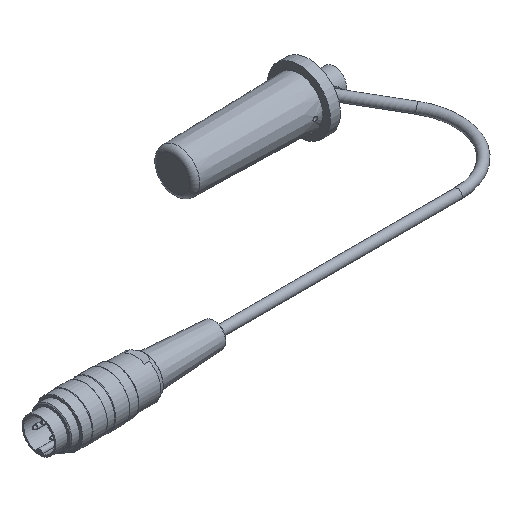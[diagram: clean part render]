
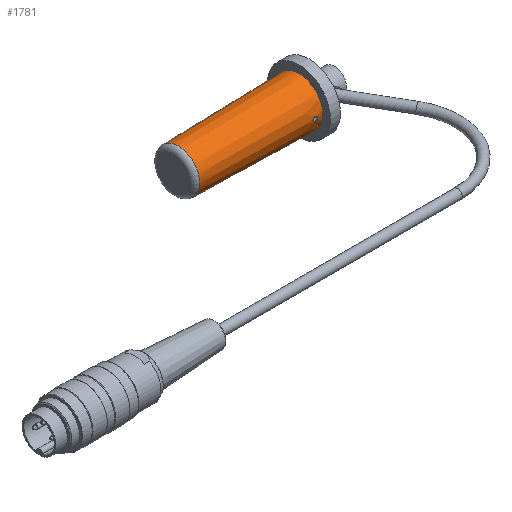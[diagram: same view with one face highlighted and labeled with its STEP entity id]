
A CAD part, isometric view. The second image highlights one B-rep face of the part: STEP entity #1781.
In plain terms, the highlighted conical face has half-angle 1.146 degrees and reference radius 9 mm.
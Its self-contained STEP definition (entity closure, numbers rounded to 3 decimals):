
#216=CONICAL_SURFACE('',#1929,9.,0.02);
#295=CIRCLE('',#1927,8.539);
#296=CIRCLE('',#1930,9.5);
#409=FACE_BOUND('',#603,.T.);
#410=FACE_BOUND('',#604,.T.);
#411=FACE_BOUND('',#605,.T.);
#476=FACE_OUTER_BOUND('',#602,.T.);
#602=EDGE_LOOP('',(#1185));
#603=EDGE_LOOP('',(#1186));
#604=EDGE_LOOP('',(#1187));
#605=EDGE_LOOP('',(#1188));
#785=B_SPLINE_CURVE_WITH_KNOTS('',3,(#2733,#2734,#2735,#2736,#2737,#2738,
#2739,#2740,#2741,#2742,#2743,#2744,#2745,#2746,#2747,#2748,#2749,#2750,
#2751,#2752,#2753,#2754,#2755,#2756,#2757,#2758,#2759,#2760,#2761,#2762,
#2763,#2764,#2765,#2766),.UNSPECIFIED.,.T.,.F.,(4,2,2,2,2,2,2,2,2,2,2,2,
2,2,2,2,4),(0.,0.032,0.064,0.096,
0.128,0.16,0.192,0.224,
0.256,0.288,0.32,0.352,
0.384,0.416,0.448,0.481,
0.513),.UNSPECIFIED.);
#786=B_SPLINE_CURVE_WITH_KNOTS('',3,(#2769,#2770,#2771,#2772,#2773,#2774,
#2775,#2776,#2777,#2778,#2779,#2780,#2781,#2782,#2783,#2784,#2785,#2786,
#2787,#2788,#2789,#2790,#2791,#2792,#2793,#2794,#2795,#2796,#2797,#2798,
#2799,#2800,#2801,#2802),.UNSPECIFIED.,.T.,.F.,(4,2,2,2,2,2,2,2,2,2,2,2,
2,2,2,2,4),(0.,0.032,0.064,0.096,
0.128,0.16,0.193,0.225,
0.257,0.289,0.321,0.353,0.385,
0.417,0.449,0.481,0.513),
 .UNSPECIFIED.);
#796=VERTEX_POINT('',#2732);
#797=VERTEX_POINT('',#2768);
#800=VERTEX_POINT('',#2841);
#801=VERTEX_POINT('',#2845);
#960=EDGE_CURVE('',#796,#796,#785,.T.);
#961=EDGE_CURVE('',#797,#797,#786,.T.);
#964=EDGE_CURVE('',#800,#800,#295,.T.);
#965=EDGE_CURVE('',#801,#801,#296,.T.);
#1185=ORIENTED_EDGE('',*,*,#965,.F.);
#1186=ORIENTED_EDGE('',*,*,#961,.T.);
#1187=ORIENTED_EDGE('',*,*,#960,.T.);
#1188=ORIENTED_EDGE('',*,*,#964,.F.);
#1781=ADVANCED_FACE('',(#476,#409,#410,#411),#216,.T.);
#1927=AXIS2_PLACEMENT_3D('',#2842,#2159,#2160);
#1929=AXIS2_PLACEMENT_3D('',#2844,#2163,#2164);
#1930=AXIS2_PLACEMENT_3D('',#2846,#2165,#2166);
#2159=DIRECTION('center_axis',(-1.,0.,0.));
#2160=DIRECTION('ref_axis',(0.,-1.,0.));
#2163=DIRECTION('center_axis',(1.,0.,0.));
#2164=DIRECTION('ref_axis',(0.,1.,0.));
#2165=DIRECTION('center_axis',(1.,0.,0.));
#2166=DIRECTION('ref_axis',(0.,0.,-1.));
#2732=CARTESIAN_POINT('',(-7.002,-9.402,-0.85));
#2733=CARTESIAN_POINT('Ctrl Pts',(-7.002,-9.402,-0.85));
#2734=CARTESIAN_POINT('Ctrl Pts',(-7.108,-9.4,-0.85));
#2735=CARTESIAN_POINT('Ctrl Pts',(-7.222,-9.399,-0.828));
#2736=CARTESIAN_POINT('Ctrl Pts',(-7.431,-9.402,-0.741));
#2737=CARTESIAN_POINT('Ctrl Pts',(-7.526,-9.406,-0.676));
#2738=CARTESIAN_POINT('Ctrl Pts',(-7.677,-9.412,-0.525));
#2739=CARTESIAN_POINT('Ctrl Pts',(-7.742,-9.416,-0.43));
#2740=CARTESIAN_POINT('Ctrl Pts',(-7.829,-9.421,-0.22));
#2741=CARTESIAN_POINT('Ctrl Pts',(-7.85,-9.423,-0.107));
#2742=CARTESIAN_POINT('Ctrl Pts',(-7.85,-9.423,0.107));
#2743=CARTESIAN_POINT('Ctrl Pts',(-7.829,-9.421,0.22));
#2744=CARTESIAN_POINT('Ctrl Pts',(-7.742,-9.416,0.43));
#2745=CARTESIAN_POINT('Ctrl Pts',(-7.677,-9.412,0.525));
#2746=CARTESIAN_POINT('Ctrl Pts',(-7.526,-9.406,0.676));
#2747=CARTESIAN_POINT('Ctrl Pts',(-7.431,-9.402,0.741));
#2748=CARTESIAN_POINT('Ctrl Pts',(-7.222,-9.399,0.828));
#2749=CARTESIAN_POINT('Ctrl Pts',(-7.108,-9.4,0.85));
#2750=CARTESIAN_POINT('Ctrl Pts',(-6.895,-9.404,0.85));
#2751=CARTESIAN_POINT('Ctrl Pts',(-6.781,-9.408,0.829));
#2752=CARTESIAN_POINT('Ctrl Pts',(-6.571,-9.419,0.742));
#2753=CARTESIAN_POINT('Ctrl Pts',(-6.475,-9.427,0.677));
#2754=CARTESIAN_POINT('Ctrl Pts',(-6.324,-9.439,0.526));
#2755=CARTESIAN_POINT('Ctrl Pts',(-6.258,-9.446,0.431));
#2756=CARTESIAN_POINT('Ctrl Pts',(-6.171,-9.455,0.221));
#2757=CARTESIAN_POINT('Ctrl Pts',(-6.15,-9.457,0.107));
#2758=CARTESIAN_POINT('Ctrl Pts',(-6.15,-9.457,-0.107));
#2759=CARTESIAN_POINT('Ctrl Pts',(-6.171,-9.455,-0.221));
#2760=CARTESIAN_POINT('Ctrl Pts',(-6.258,-9.446,-0.431));
#2761=CARTESIAN_POINT('Ctrl Pts',(-6.324,-9.439,-0.526));
#2762=CARTESIAN_POINT('Ctrl Pts',(-6.475,-9.427,-0.677));
#2763=CARTESIAN_POINT('Ctrl Pts',(-6.571,-9.419,-0.742));
#2764=CARTESIAN_POINT('Ctrl Pts',(-6.781,-9.408,-0.829));
#2765=CARTESIAN_POINT('Ctrl Pts',(-6.895,-9.404,-0.85));
#2766=CARTESIAN_POINT('Ctrl Pts',(-7.002,-9.402,-0.85));
#2768=CARTESIAN_POINT('',(-7.002,9.402,-0.85));
#2769=CARTESIAN_POINT('Ctrl Pts',(-7.002,9.402,-0.85));
#2770=CARTESIAN_POINT('Ctrl Pts',(-6.895,9.404,-0.85));
#2771=CARTESIAN_POINT('Ctrl Pts',(-6.781,9.408,-0.829));
#2772=CARTESIAN_POINT('Ctrl Pts',(-6.571,9.419,-0.742));
#2773=CARTESIAN_POINT('Ctrl Pts',(-6.475,9.427,-0.677));
#2774=CARTESIAN_POINT('Ctrl Pts',(-6.324,9.439,-0.526));
#2775=CARTESIAN_POINT('Ctrl Pts',(-6.258,9.446,-0.431));
#2776=CARTESIAN_POINT('Ctrl Pts',(-6.171,9.455,-0.221));
#2777=CARTESIAN_POINT('Ctrl Pts',(-6.15,9.457,-0.107));
#2778=CARTESIAN_POINT('Ctrl Pts',(-6.15,9.457,0.107));
#2779=CARTESIAN_POINT('Ctrl Pts',(-6.171,9.455,0.221));
#2780=CARTESIAN_POINT('Ctrl Pts',(-6.258,9.446,0.431));
#2781=CARTESIAN_POINT('Ctrl Pts',(-6.324,9.439,0.526));
#2782=CARTESIAN_POINT('Ctrl Pts',(-6.475,9.427,0.677));
#2783=CARTESIAN_POINT('Ctrl Pts',(-6.571,9.419,0.742));
#2784=CARTESIAN_POINT('Ctrl Pts',(-6.781,9.408,0.829));
#2785=CARTESIAN_POINT('Ctrl Pts',(-6.895,9.404,0.85));
#2786=CARTESIAN_POINT('Ctrl Pts',(-7.108,9.4,0.85));
#2787=CARTESIAN_POINT('Ctrl Pts',(-7.222,9.399,0.828));
#2788=CARTESIAN_POINT('Ctrl Pts',(-7.431,9.402,0.741));
#2789=CARTESIAN_POINT('Ctrl Pts',(-7.526,9.406,0.676));
#2790=CARTESIAN_POINT('Ctrl Pts',(-7.677,9.412,0.525));
#2791=CARTESIAN_POINT('Ctrl Pts',(-7.742,9.416,0.43));
#2792=CARTESIAN_POINT('Ctrl Pts',(-7.829,9.421,0.22));
#2793=CARTESIAN_POINT('Ctrl Pts',(-7.85,9.423,0.107));
#2794=CARTESIAN_POINT('Ctrl Pts',(-7.85,9.423,-0.107));
#2795=CARTESIAN_POINT('Ctrl Pts',(-7.829,9.421,-0.22));
#2796=CARTESIAN_POINT('Ctrl Pts',(-7.742,9.416,-0.43));
#2797=CARTESIAN_POINT('Ctrl Pts',(-7.677,9.412,-0.525));
#2798=CARTESIAN_POINT('Ctrl Pts',(-7.526,9.406,-0.676));
#2799=CARTESIAN_POINT('Ctrl Pts',(-7.431,9.402,-0.741));
#2800=CARTESIAN_POINT('Ctrl Pts',(-7.222,9.399,-0.828));
#2801=CARTESIAN_POINT('Ctrl Pts',(-7.108,9.4,-0.85));
#2802=CARTESIAN_POINT('Ctrl Pts',(-7.002,9.402,-0.85));
#2841=CARTESIAN_POINT('',(-52.04,8.539,0.));
#2842=CARTESIAN_POINT('Origin',(-52.04,0.,
0.));
#2844=CARTESIAN_POINT('Origin',(-29.,0.,0.));
#2845=CARTESIAN_POINT('',(-4.,9.5,0.));
#2846=CARTESIAN_POINT('Origin',(-4.,0.,
0.));
